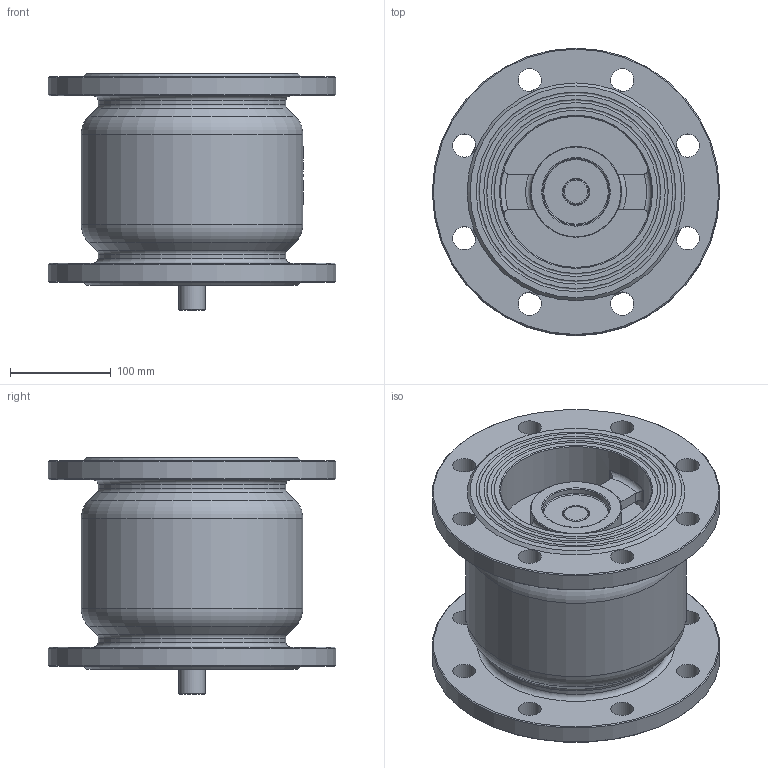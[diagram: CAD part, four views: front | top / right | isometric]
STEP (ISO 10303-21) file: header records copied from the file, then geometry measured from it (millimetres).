
FILE_DESCRIPTION(/* description */ (''),/* implementation_level */ '2;1');
FILE_NAME(/* name */ 'DN150_3D_STEP.stp',/* time_stamp */ '2025-08-31T16:57:54+03:00',/* author */ ('igorr'),/* organization */ (''),/* preprocessor_version */ 'ST-DEVELOPER v20',/* originating_system */ 'Autodesk Inventor 2025',/* authorisation */ '');
FILE_SCHEMA (('AUTOMOTIVE_DESIGN { 1 0 10303 214 3 1 1 }'));
Length unit declared in the file: millimetre
Products named in the file (1): Деталь1
Bounding box: 285 x 285 x 235 mm (x, y, z)
Volume: 5262465.7 mm3; surface area: 545258 mm2
Topology: 1 solids, 2 shells, 189 faces, 472 edges, 312 vertices
Faces by surface type: plane 75, cylinder 50, torus 24, bspline 23, cone 17
Full cylindrical faces by diameter (mm): 23 x16, 25 x2, 26 x3, 66 x2, 90 x2, 150 x3, 186 x2, 197 x1, 198 x1, 220 x1, 285 x2
Entity records: 6718 total; most frequent: CARTESIAN_POINT 1824, DIRECTION 966, ORIENTED_EDGE 944, EDGE_CURVE 472, AXIS2_PLACEMENT_3D 389, VERTEX_POINT 312, EDGE_LOOP 254, CIRCLE 214
